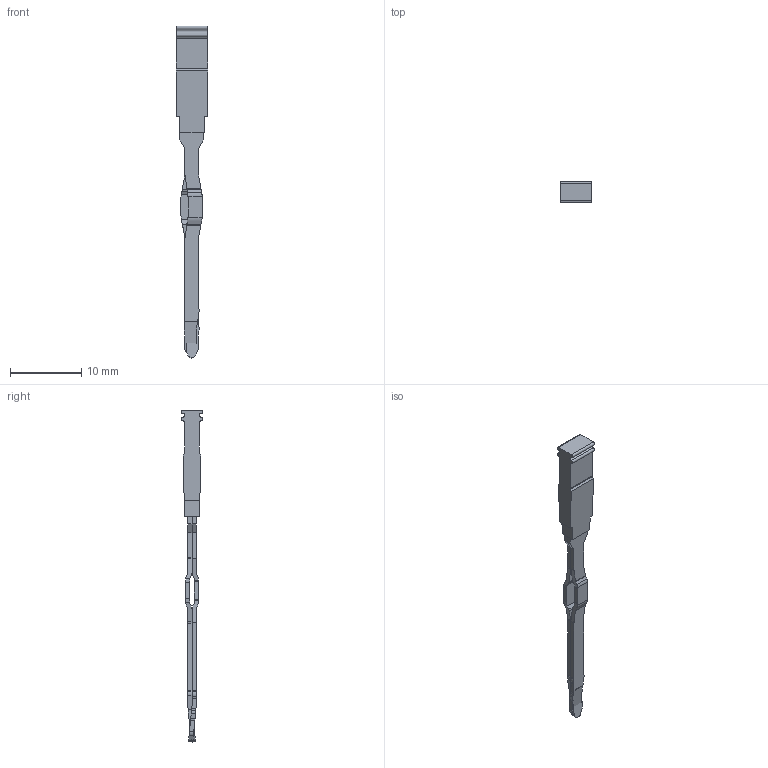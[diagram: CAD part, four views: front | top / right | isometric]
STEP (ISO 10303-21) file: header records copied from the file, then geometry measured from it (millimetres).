
FILE_DESCRIPTION(('CATIA V5R22 STEP214','CAx-IF Rec.Pracs.--- Model Styling and Organization---1.4--- 2014-01-23'),'2;1');
FILE_NAME ('019617-2_0', '2021-06-10T06:45:45+00:00', ('Weidmueller Interface'), ('Weidmueller'), 'CATIA Version 5-6 Release 2016 SP3 HF44', 'CATIA V5 STEP AP214', 'none');
FILE_SCHEMA(('AUTOMOTIVE_DESIGN { 1 0 10303 214 1 1 1 1 }'));
Length unit declared in the file: millimetre
Products named in the file (1): ZVQ 2.5/1.5_AllCATPart
Bounding box: 4.4 x 3 x 46.63 mm (x, y, z)
Volume: 219.1 mm3; surface area: 553.6 mm2
Topology: 3 solids, 3 shells, 150 faces, 434 edges, 290 vertices
Faces by surface type: plane 84, cylinder 66
Entity records: 5018 total; most frequent: CARTESIAN_POINT 1213, ORIENTED_EDGE 868, DIRECTION 640, EDGE_CURVE 434, VECTOR 290, LINE 290, VERTEX_POINT 290, AXIS2_PLACEMENT_3D 217
